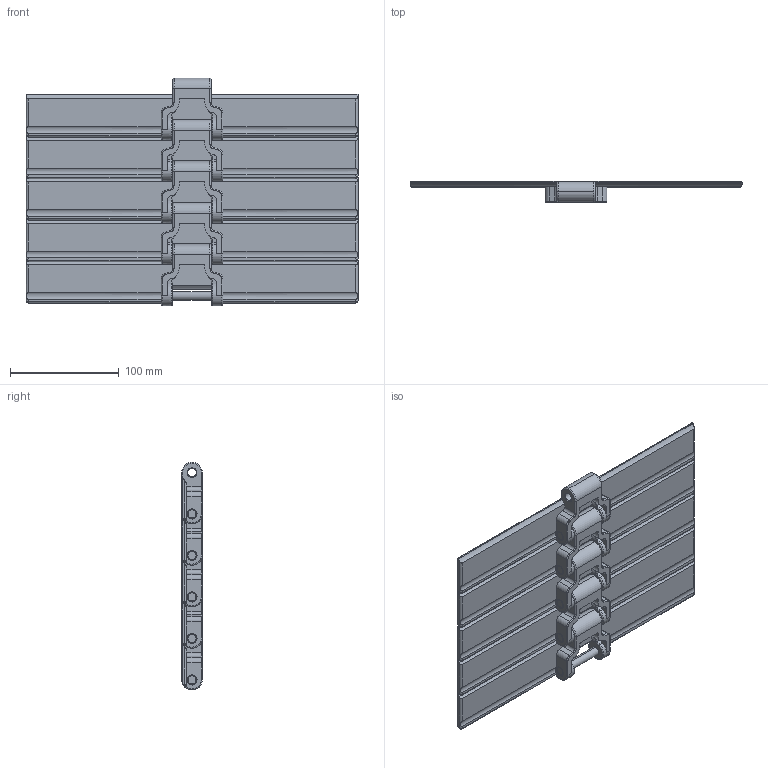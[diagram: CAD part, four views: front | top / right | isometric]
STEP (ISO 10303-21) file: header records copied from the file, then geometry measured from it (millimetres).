
FILE_DESCRIPTION (( 'STEP AP214' ), '1' );
FILE_NAME ('Rexnord-STRAIGHT RUN HEAVY DUTY-HDS 1200 XL.step', '2019-10-11T09:10:02', ( '' ), ( '' ), 'SwSTEP 2.0', 'SolidWorks 2019', '' );
FILE_SCHEMA (( 'AUTOMOTIVE_DESIGN' ));
Length unit declared in the file: millimetre
Products named in the file (3): STRAIGHT RUN HEAVY DUTY; PIN; Rexnord-STRAIGHT RUN HEAVY DUTY-HDS 1200 XL
Assembly tree (10 placements, depth 2):
  Rexnord-STRAIGHT RUN HEAVY DUTY-HDS 1200 XL
    STRAIGHT RUN HEAVY DUTY  x5
    PIN  x5
Bounding box: 304.8 x 19 x 208.85 mm (x, y, z)
Volume: 348436 mm3; surface area: 160190.4 mm2
Topology: 10 solids, 10 shells, 620 faces, 1595 edges, 985 vertices
Faces by surface type: cylinder 285, plane 160, torus 85, cone 60, bspline 30
Entity records: 4329 total; most frequent: CARTESIAN_POINT 1125, DIRECTION 691, ORIENTED_EDGE 634, EDGE_CURVE 317, AXIS2_PLACEMENT_3D 275, VERTEX_POINT 197, CIRCLE 144, VECTOR 141
